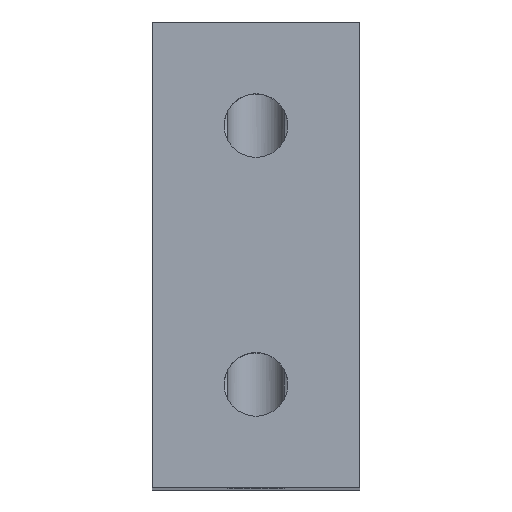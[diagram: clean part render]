
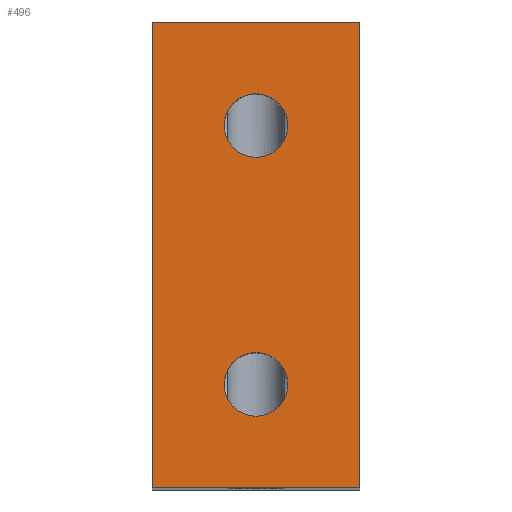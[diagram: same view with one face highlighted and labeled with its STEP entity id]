
A CAD part, top view. The second image highlights one B-rep face of the part: STEP entity #496.
In plain terms, the highlighted planar face has unit normal (0, 0, 1).
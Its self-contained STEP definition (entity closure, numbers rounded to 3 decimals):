
#16=PLANE('',#567);
#39=FACE_BOUND('',#127,.T.);
#40=FACE_BOUND('',#128,.T.);
#92=FACE_OUTER_BOUND('',#126,.T.);
#126=EDGE_LOOP('',(#437,#438,#439,#440));
#127=EDGE_LOOP('',(#441));
#128=EDGE_LOOP('',(#442));
#154=LINE('',#1183,#176);
#155=LINE('',#1186,#177);
#156=LINE('',#1188,#178);
#157=LINE('',#1189,#179);
#176=VECTOR('',#673,10.);
#177=VECTOR('',#676,10.);
#178=VECTOR('',#677,10.);
#179=VECTOR('',#678,10.);
#201=CIRCLE('',#553,1.23);
#205=CIRCLE('',#559,1.23);
#245=VERTEX_POINT('',#1156);
#247=VERTEX_POINT('',#1165);
#249=VERTEX_POINT('',#1176);
#252=VERTEX_POINT('',#1181);
#253=VERTEX_POINT('',#1185);
#254=VERTEX_POINT('',#1187);
#305=EDGE_CURVE('',#245,#245,#201,.T.);
#310=EDGE_CURVE('',#247,#247,#205,.T.);
#318=EDGE_CURVE('',#249,#252,#154,.T.);
#319=EDGE_CURVE('',#253,#249,#155,.T.);
#320=EDGE_CURVE('',#254,#252,#156,.T.);
#321=EDGE_CURVE('',#253,#254,#157,.T.);
#437=ORIENTED_EDGE('',*,*,#319,.T.);
#438=ORIENTED_EDGE('',*,*,#318,.T.);
#439=ORIENTED_EDGE('',*,*,#320,.F.);
#440=ORIENTED_EDGE('',*,*,#321,.F.);
#441=ORIENTED_EDGE('',*,*,#305,.T.);
#442=ORIENTED_EDGE('',*,*,#310,.T.);
#496=ADVANCED_FACE('',(#92,#39,#40),#16,.T.);
#553=AXIS2_PLACEMENT_3D('',#1157,#640,#641);
#559=AXIS2_PLACEMENT_3D('',#1166,#653,#654);
#567=AXIS2_PLACEMENT_3D('',#1184,#674,#675);
#640=DIRECTION('center_axis',(0.,0.,-1.));
#641=DIRECTION('ref_axis',(1.,0.,0.));
#653=DIRECTION('center_axis',(0.,0.,-1.));
#654=DIRECTION('ref_axis',(1.,0.,0.));
#673=DIRECTION('',(1.,0.,0.));
#674=DIRECTION('center_axis',(0.,0.,1.));
#675=DIRECTION('ref_axis',(0.,-1.,0.));
#676=DIRECTION('',(0.,-1.,0.));
#677=DIRECTION('',(0.,-1.,0.));
#678=DIRECTION('',(1.,0.,0.));
#1156=CARTESIAN_POINT('',(2.771,14.,0.));
#1157=CARTESIAN_POINT('Origin',(4.,14.,0.));
#1165=CARTESIAN_POINT('',(2.771,4.,0.));
#1166=CARTESIAN_POINT('Origin',(4.,4.,0.));
#1176=CARTESIAN_POINT('',(0.,0.,0.));
#1181=CARTESIAN_POINT('',(8.,0.,0.));
#1183=CARTESIAN_POINT('',(0.,0.,0.));
#1184=CARTESIAN_POINT('Origin',(0.,18.,0.));
#1185=CARTESIAN_POINT('',(0.,18.,0.));
#1186=CARTESIAN_POINT('',(0.,18.,0.));
#1187=CARTESIAN_POINT('',(8.,18.,0.));
#1188=CARTESIAN_POINT('',(8.,18.,0.));
#1189=CARTESIAN_POINT('',(0.,18.,0.));
